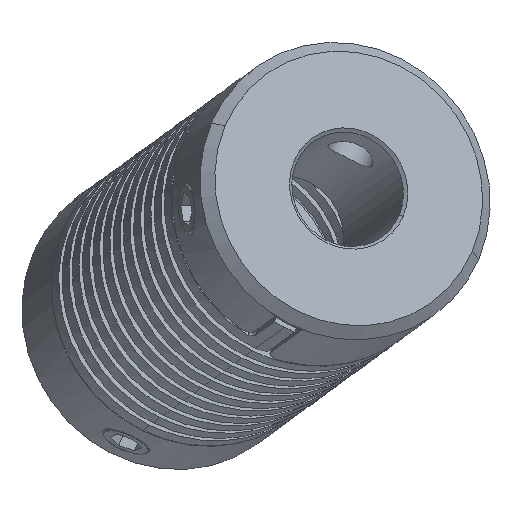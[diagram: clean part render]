
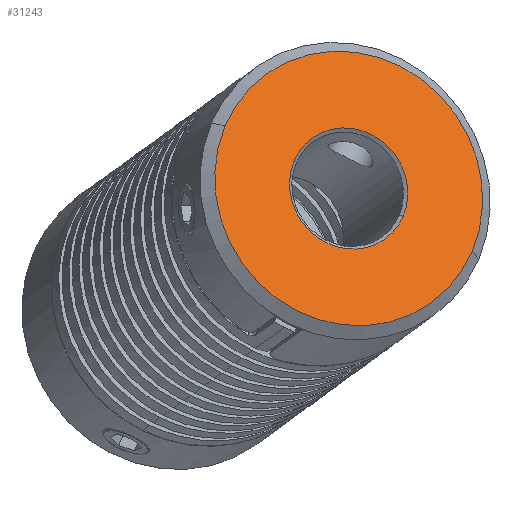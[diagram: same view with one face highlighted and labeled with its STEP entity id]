
A CAD part, top view. The second image highlights one B-rep face of the part: STEP entity #31243.
In plain terms, the highlighted planar face has unit normal (0.312, 0.225, 0.923).
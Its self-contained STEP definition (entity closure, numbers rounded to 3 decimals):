
#10235=CARTESIAN_POINT('',(-7.169,24.865,
45.032));
#10236=DIRECTION('',(0.312,0.225,0.923));
#10237=DIRECTION('',(-0.876,0.445,0.187));
#10238=AXIS2_PLACEMENT_3D('',#10235,#10236,#10237);
#10240=CARTESIAN_POINT('',(-7.169,24.865,
45.032));
#10241=DIRECTION('',(0.312,0.225,0.923));
#10242=DIRECTION('',(0.876,-0.445,-0.187));
#10243=AXIS2_PLACEMENT_3D('',#10240,#10241,#10242);
#10245=CARTESIAN_POINT('',(-7.169,24.865,
45.032));
#10246=DIRECTION('',(-0.312,-0.225,-0.923));
#10247=DIRECTION('',(-0.876,0.445,0.187));
#10248=AXIS2_PLACEMENT_3D('',#10245,#10246,#10247);
#10250=CARTESIAN_POINT('',(-7.169,24.865,
45.032));
#10251=DIRECTION('',(-0.312,-0.225,-0.923));
#10252=DIRECTION('',(0.876,-0.445,-0.187));
#10253=AXIS2_PLACEMENT_3D('',#10250,#10251,#10252);
#11500=CARTESIAN_POINT('',(-11.81,27.225,
46.023));
#11501=VERTEX_POINT('',#11500);
#11502=CARTESIAN_POINT('',(-2.528,22.505,
44.041));
#11503=VERTEX_POINT('',#11502);
#11504=CARTESIAN_POINT('',(3.339,19.522,42.789));
#11506=VERTEX_POINT('',#11504);
#11508=CARTESIAN_POINT('',(-17.677,30.208,
47.276));
#11510=VERTEX_POINT('',#11508);
#31228=CARTESIAN_POINT('',(-7.169,24.865,
45.032));
#31229=DIRECTION('',(-0.312,-0.225,-0.923));
#31230=DIRECTION('',(0.876,-0.445,-0.187));
#31231=AXIS2_PLACEMENT_3D('',#31228,#31229,#31230);
#31232=PLANE('',#31231);
#31234=ORIENTED_EDGE('',*,*,#31233,.F.);
#31236=ORIENTED_EDGE('',*,*,#31235,.F.);
#31237=EDGE_LOOP('',(#31234,#31236));
#31238=FACE_OUTER_BOUND('',#31237,.F.);
#31239=ORIENTED_EDGE('',*,*,#30986,.F.);
#31240=ORIENTED_EDGE('',*,*,#31008,.F.);
#31241=EDGE_LOOP('',(#31239,#31240));
#31242=FACE_BOUND('',#31241,.F.);
#31243=ADVANCED_FACE('',(#31238,#31242),#31232,.F.);
#10239=CIRCLE('',#10238,12.);
#10244=CIRCLE('',#10243,12.);
#10249=CIRCLE('',#10248,5.3);
#10254=CIRCLE('',#10253,5.3);
#30986=EDGE_CURVE('',#11501,#11503,#10249,.T.);
#31008=EDGE_CURVE('',#11503,#11501,#10254,.T.);
#31233=EDGE_CURVE('',#11510,#11506,#10239,.T.);
#31235=EDGE_CURVE('',#11506,#11510,#10244,.T.);
